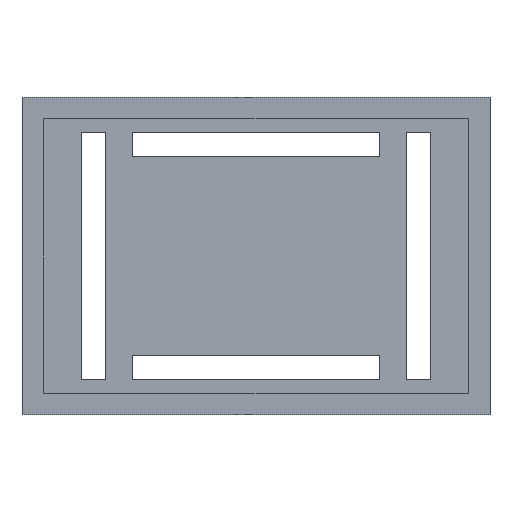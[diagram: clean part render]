
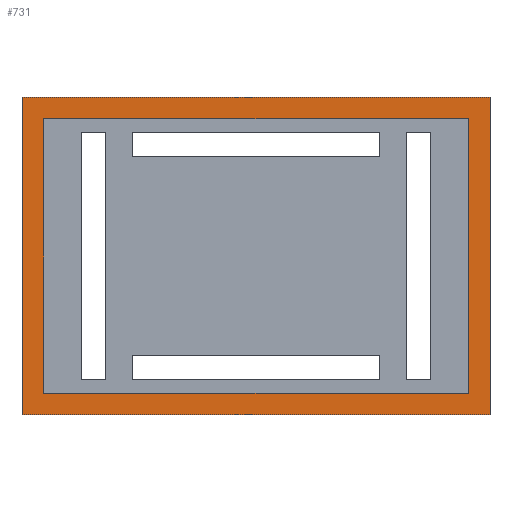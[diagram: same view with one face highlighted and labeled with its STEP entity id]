
A CAD part, front view. The second image highlights one B-rep face of the part: STEP entity #731.
In plain terms, the highlighted planar face has unit normal (0, -1, 0).
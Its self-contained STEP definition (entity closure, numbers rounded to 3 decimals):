
#13 = VECTOR ( 'NONE', #326, 1000. ) ;
#25 = EDGE_CURVE ( 'NONE', #847, #511, #656, .T. ) ;
#30 = CARTESIAN_POINT ( 'NONE',  ( 0., 0., 0. ) ) ;
#52 = LINE ( 'NONE', #515, #739 ) ;
#55 = CARTESIAN_POINT ( 'NONE',  ( 0., 0., 0. ) ) ;
#104 = DIRECTION ( 'NONE',  ( 0., 0., -1. ) ) ;
#188 = VERTEX_POINT ( 'NONE', #764 ) ;
#197 = DIRECTION ( 'NONE',  ( 1., 0., 0. ) ) ;
#224 = VECTOR ( 'NONE', #637, 1000. ) ;
#244 = LINE ( 'NONE', #327, #582 ) ;
#245 = VERTEX_POINT ( 'NONE', #679 ) ;
#249 = CARTESIAN_POINT ( 'NONE',  ( 0., 0., 0. ) ) ;
#257 = LINE ( 'NONE', #649, #339 ) ;
#295 = VECTOR ( 'NONE', #633, 1000. ) ;
#301 = CARTESIAN_POINT ( 'NONE',  ( -8., 0., -8. ) ) ;
#306 = CARTESIAN_POINT ( 'NONE',  ( 0., 0., -118. ) ) ;
#313 = FACE_OUTER_BOUND ( 'NONE', #394, .T. ) ;
#314 = VERTEX_POINT ( 'NONE', #306 ) ;
#315 = CARTESIAN_POINT ( 'NONE',  ( -8., 0., -110. ) ) ;
#326 = DIRECTION ( 'NONE',  ( 1., 0., 0. ) ) ;
#327 = CARTESIAN_POINT ( 'NONE',  ( -8., 0., -110. ) ) ;
#331 = ORIENTED_EDGE ( 'NONE', *, *, #506, .F. ) ;
#339 = VECTOR ( 'NONE', #789, 1000. ) ;
#346 = EDGE_CURVE ( 'NONE', #511, #314, #494, .T. ) ;
#373 = VERTEX_POINT ( 'NONE', #425 ) ;
#374 = LINE ( 'NONE', #301, #295 ) ;
#376 = VECTOR ( 'NONE', #403, 1000. ) ;
#377 = ORIENTED_EDGE ( 'NONE', *, *, #384, .F. ) ;
#384 = EDGE_CURVE ( 'NONE', #455, #188, #567, .T. ) ;
#394 = EDGE_LOOP ( 'NONE', ( #839, #584, #331, #804 ) ) ;
#403 = DIRECTION ( 'NONE',  ( -1., 0., 0. ) ) ;
#425 = CARTESIAN_POINT ( 'NONE',  ( -174., 0., -118. ) ) ;
#445 = PLANE ( 'NONE',  #680 ) ;
#448 = VECTOR ( 'NONE', #104, 1000. ) ;
#455 = VERTEX_POINT ( 'NONE', #784 ) ;
#482 = CARTESIAN_POINT ( 'NONE',  ( 0., 0., -118. ) ) ;
#487 = LINE ( 'NONE', #482, #376 ) ;
#494 = LINE ( 'NONE', #30, #224 ) ;
#500 = VERTEX_POINT ( 'NONE', #315 ) ;
#506 = EDGE_CURVE ( 'NONE', #373, #847, #257, .T. ) ;
#511 = VERTEX_POINT ( 'NONE', #529 ) ;
#515 = CARTESIAN_POINT ( 'NONE',  ( -166., 0., -110. ) ) ;
#529 = CARTESIAN_POINT ( 'NONE',  ( 0., 0., 0. ) ) ;
#563 = ORIENTED_EDGE ( 'NONE', *, *, #816, .F. ) ;
#567 = LINE ( 'NONE', #766, #448 ) ;
#582 = VECTOR ( 'NONE', #861, 1000. ) ;
#584 = ORIENTED_EDGE ( 'NONE', *, *, #25, .F. ) ;
#633 = DIRECTION ( 'NONE',  ( -1., 0., 0. ) ) ;
#637 = DIRECTION ( 'NONE',  ( 0., 0., -1. ) ) ;
#639 = FACE_BOUND ( 'NONE', #708, .T. ) ;
#649 = CARTESIAN_POINT ( 'NONE',  ( -174., 0., 0. ) ) ;
#656 = LINE ( 'NONE', #55, #13 ) ;
#679 = CARTESIAN_POINT ( 'NONE',  ( -8., 0., -8. ) ) ;
#680 = AXIS2_PLACEMENT_3D ( 'NONE', #249, #732, #779 ) ;
#682 = EDGE_CURVE ( 'NONE', #245, #455, #374, .T. ) ;
#708 = EDGE_LOOP ( 'NONE', ( #711, #563, #850, #377 ) ) ;
#711 = ORIENTED_EDGE ( 'NONE', *, *, #682, .F. ) ;
#723 = CARTESIAN_POINT ( 'NONE',  ( -174., 0., 0. ) ) ;
#731 = ADVANCED_FACE ( 'NONE', ( #313, #639 ), #445, .F. ) ;
#732 = DIRECTION ( 'NONE',  ( 0., 1., 0. ) ) ;
#739 = VECTOR ( 'NONE', #197, 1000. ) ;
#764 = CARTESIAN_POINT ( 'NONE',  ( -166., 0., -110. ) ) ;
#766 = CARTESIAN_POINT ( 'NONE',  ( -166., 0., -8. ) ) ;
#779 = DIRECTION ( 'NONE',  ( 0., 0., 1. ) ) ;
#784 = CARTESIAN_POINT ( 'NONE',  ( -166., 0., -8. ) ) ;
#789 = DIRECTION ( 'NONE',  ( 0., 0., 1. ) ) ;
#804 = ORIENTED_EDGE ( 'NONE', *, *, #869, .F. ) ;
#816 = EDGE_CURVE ( 'NONE', #500, #245, #244, .T. ) ;
#828 = EDGE_CURVE ( 'NONE', #188, #500, #52, .T. ) ;
#839 = ORIENTED_EDGE ( 'NONE', *, *, #346, .F. ) ;
#847 = VERTEX_POINT ( 'NONE', #723 ) ;
#850 = ORIENTED_EDGE ( 'NONE', *, *, #828, .F. ) ;
#861 = DIRECTION ( 'NONE',  ( 0., 0., 1. ) ) ;
#869 = EDGE_CURVE ( 'NONE', #314, #373, #487, .T. ) ;
